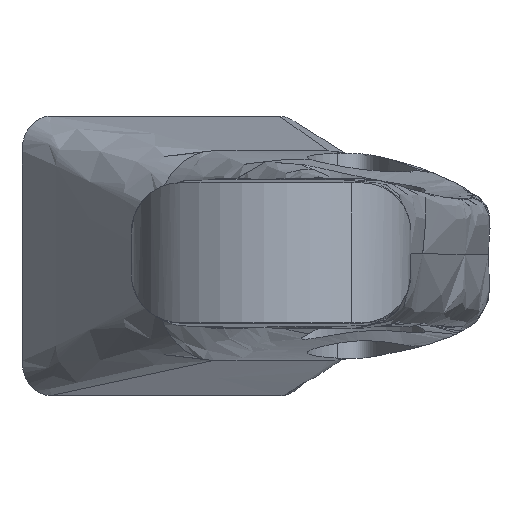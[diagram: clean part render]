
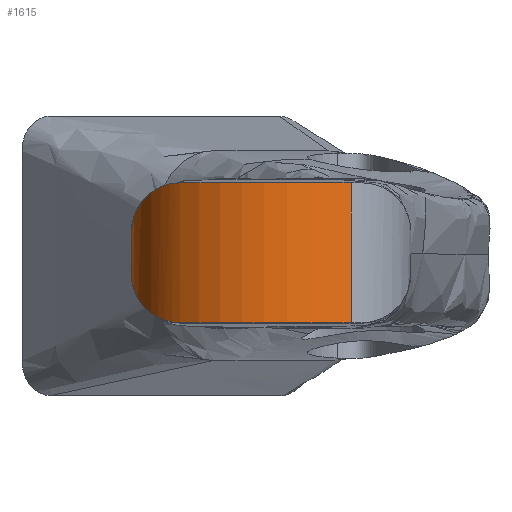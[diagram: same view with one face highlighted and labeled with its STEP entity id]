
A CAD part, top view. The second image highlights one B-rep face of the part: STEP entity #1615.
In plain terms, the highlighted cylindrical face has radius 4 mm (diameter 8 mm), a partial arc.
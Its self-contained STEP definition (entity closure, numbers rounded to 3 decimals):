
#9 = CARTESIAN_POINT ( 'NONE',  ( -16.688, -0.76, 47.452 ) ) ;
#28 = CARTESIAN_POINT ( 'NONE',  ( -10.401, 2., 50.458 ) ) ;
#81 = CARTESIAN_POINT ( 'NONE',  ( -16.247, 1.641, 49.041 ) ) ;
#97 = CARTESIAN_POINT ( 'NONE',  ( -15.529, 1.985, 50.008 ) ) ;
#116 = CARTESIAN_POINT ( 'NONE',  ( -10.401, -2., 50.458 ) ) ;
#262 = DIRECTION ( 'NONE',  ( 0., 1., 0. ) ) ;
#362 = CARTESIAN_POINT ( 'NONE',  ( -15.739, 1.932, 49.78 ) ) ;
#412 = LINE ( 'NONE', #1819, #1019 ) ;
#473 = EDGE_CURVE ( 'NONE', #1612, #1542, #3137, .T. ) ;
#493 = CARTESIAN_POINT ( 'NONE',  ( -16.105, -1.76, 49.294 ) ) ;
#517 = EDGE_CURVE ( 'NONE', #1823, #2882, #2011, .T. ) ;
#593 = ORIENTED_EDGE ( 'NONE', *, *, #2942, .T. ) ;
#594 = CARTESIAN_POINT ( 'NONE',  ( -15.295, 2., 50.221 ) ) ;
#615 = CARTESIAN_POINT ( 'NONE',  ( -16.688, 0.76, 47.452 ) ) ;
#625 = CARTESIAN_POINT ( 'NONE',  ( -12.695, 2., 47.181 ) ) ;
#630 = ORIENTED_EDGE ( 'NONE', *, *, #2845, .F. ) ;
#650 = DIRECTION ( 'NONE',  ( 0., 1., 0. ) ) ;
#749 = CARTESIAN_POINT ( 'NONE',  ( -15.837, -1.895, 49.661 ) ) ;
#757 = CARTESIAN_POINT ( 'NONE',  ( -16.695, 0.679, 47.315 ) ) ;
#792 = AXIS2_PLACEMENT_3D ( 'NONE', #2311, #2275, #2026 ) ;
#795 = CARTESIAN_POINT ( 'NONE',  ( -16.558, -1.225, 48.253 ) ) ;
#833 = CARTESIAN_POINT ( 'NONE',  ( -15.837, 1.895, 49.662 ) ) ;
#1019 = VECTOR ( 'NONE', #262, 1000. ) ;
#1029 = CARTESIAN_POINT ( 'NONE',  ( -16.476, -1.373, 48.518 ) ) ;
#1117 = EDGE_LOOP ( 'NONE', ( #2586, #593, #2356, #2985, #630, #1318 ) ) ;
#1118 = CARTESIAN_POINT ( 'NONE',  ( -15.415, 2., 50.118 ) ) ;
#1316 = CARTESIAN_POINT ( 'NONE',  ( -15.295, -2., 50.221 ) ) ;
#1318 = ORIENTED_EDGE ( 'NONE', *, *, #2357, .F. ) ;
#1379 = DIRECTION ( 'NONE',  ( -0.574, 0., -0.819 ) ) ;
#1518 = CARTESIAN_POINT ( 'NONE',  ( -16.247, -1.641, 49.042 ) ) ;
#1536 = CARTESIAN_POINT ( 'NONE',  ( -16.695, -0.6, 47.181 ) ) ;
#1542 = VERTEX_POINT ( 'NONE', #2926 ) ;
#1612 = VERTEX_POINT ( 'NONE', #116 ) ;
#1615 = ADVANCED_FACE ( 'NONE', ( #2441 ), #1923, .T. ) ;
#1652 = CARTESIAN_POINT ( 'NONE',  ( -16.558, 1.225, 48.252 ) ) ;
#1770 = CIRCLE ( 'NONE', #2461, 4. ) ;
#1819 = CARTESIAN_POINT ( 'NONE',  ( -16.695, -5., 47.181 ) ) ;
#1823 = VERTEX_POINT ( 'NONE', #2241 ) ;
#1865 = DIRECTION ( 'NONE',  ( 0., 1., 0. ) ) ;
#1906 = CARTESIAN_POINT ( 'NONE',  ( -16.64, 0.996, 47.854 ) ) ;
#1923 = CYLINDRICAL_SURFACE ( 'NONE', #2064, 4. ) ;
#1984 = VERTEX_POINT ( 'NONE', #2390 ) ;
#2011 = B_SPLINE_CURVE_WITH_KNOTS ( 'NONE', 3,
 ( #3042, #757, #615, #2407, #1906, #1652, #2906, #81, #2891, #833, #362, #97, #1118, #2359 ),
 .UNSPECIFIED., .F., .F.,
 ( 4, 2, 2, 2, 2, 2, 4 ),
 ( 0., 0., 0.001, 0.002, 0.003, 0.003, 0.004 ),
 .UNSPECIFIED. ) ;
#2026 = DIRECTION ( 'NONE',  ( 0.574, 0., 0.819 ) ) ;
#2064 = AXIS2_PLACEMENT_3D ( 'NONE', #2940, #650, #2128 ) ;
#2069 = CARTESIAN_POINT ( 'NONE',  ( -16.64, -0.996, 47.854 ) ) ;
#2084 = CARTESIAN_POINT ( 'NONE',  ( -15.529, -1.985, 50.008 ) ) ;
#2128 = DIRECTION ( 'NONE',  ( 0.574, 0., 0.819 ) ) ;
#2241 = CARTESIAN_POINT ( 'NONE',  ( -16.695, 0.6, 47.181 ) ) ;
#2275 = DIRECTION ( 'NONE',  ( 0., -1., 0. ) ) ;
#2302 = CARTESIAN_POINT ( 'NONE',  ( -15.739, -1.932, 49.781 ) ) ;
#2304 = VECTOR ( 'NONE', #2351, 1000. ) ;
#2311 = CARTESIAN_POINT ( 'NONE',  ( -12.695, -2., 47.181 ) ) ;
#2318 = CARTESIAN_POINT ( 'NONE',  ( -16.661, -0.918, 47.72 ) ) ;
#2333 = CARTESIAN_POINT ( 'NONE',  ( -15.416, -2., 50.117 ) ) ;
#2351 = DIRECTION ( 'NONE',  ( 0., 1., 0. ) ) ;
#2356 = ORIENTED_EDGE ( 'NONE', *, *, #2696, .F. ) ;
#2357 = EDGE_CURVE ( 'NONE', #1542, #1984, #2401, .T. ) ;
#2359 = CARTESIAN_POINT ( 'NONE',  ( -15.295, 2., 50.221 ) ) ;
#2390 = CARTESIAN_POINT ( 'NONE',  ( -16.695, -0.6, 47.181 ) ) ;
#2401 = B_SPLINE_CURVE_WITH_KNOTS ( 'NONE', 3,
 ( #1316, #2333, #2084, #2302, #749, #493, #1518, #1029, #795, #2069, #2318, #9, #3285, #1536 ),
 .UNSPECIFIED., .F., .F.,
 ( 4, 2, 2, 2, 2, 2, 4 ),
 ( 0.008, 0.009, 0.009, 0.01, 0.011, 0.012, 0.012 ),
 .UNSPECIFIED. ) ;
#2407 = CARTESIAN_POINT ( 'NONE',  ( -16.661, 0.918, 47.72 ) ) ;
#2441 = FACE_OUTER_BOUND ( 'NONE', #1117, .T. ) ;
#2461 = AXIS2_PLACEMENT_3D ( 'NONE', #625, #1865, #1379 ) ;
#2558 = VERTEX_POINT ( 'NONE', #28 ) ;
#2574 = LINE ( 'NONE', #2885, #2304 ) ;
#2586 = ORIENTED_EDGE ( 'NONE', *, *, #473, .F. ) ;
#2696 = EDGE_CURVE ( 'NONE', #2882, #2558, #1770, .T. ) ;
#2845 = EDGE_CURVE ( 'NONE', #1984, #1823, #412, .T. ) ;
#2882 = VERTEX_POINT ( 'NONE', #594 ) ;
#2885 = CARTESIAN_POINT ( 'NONE',  ( -10.401, -5., 50.458 ) ) ;
#2891 = CARTESIAN_POINT ( 'NONE',  ( -16.105, 1.759, 49.294 ) ) ;
#2906 = CARTESIAN_POINT ( 'NONE',  ( -16.476, 1.373, 48.518 ) ) ;
#2926 = CARTESIAN_POINT ( 'NONE',  ( -15.295, -2., 50.221 ) ) ;
#2940 = CARTESIAN_POINT ( 'NONE',  ( -12.695, -5., 47.181 ) ) ;
#2942 = EDGE_CURVE ( 'NONE', #1612, #2558, #2574, .T. ) ;
#2985 = ORIENTED_EDGE ( 'NONE', *, *, #517, .F. ) ;
#3042 = CARTESIAN_POINT ( 'NONE',  ( -16.695, 0.6, 47.181 ) ) ;
#3137 = CIRCLE ( 'NONE', #792, 4. ) ;
#3285 = CARTESIAN_POINT ( 'NONE',  ( -16.695, -0.679, 47.315 ) ) ;
